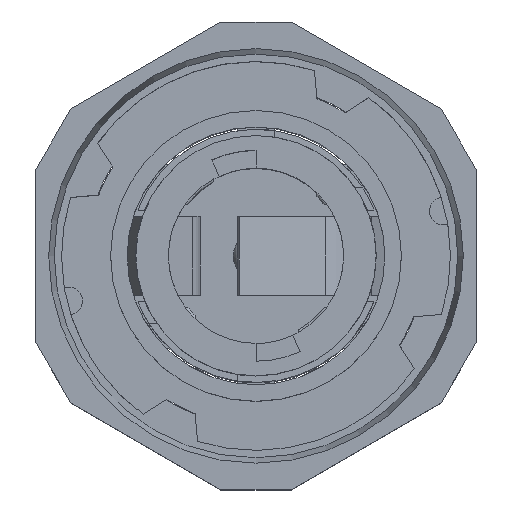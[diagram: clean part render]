
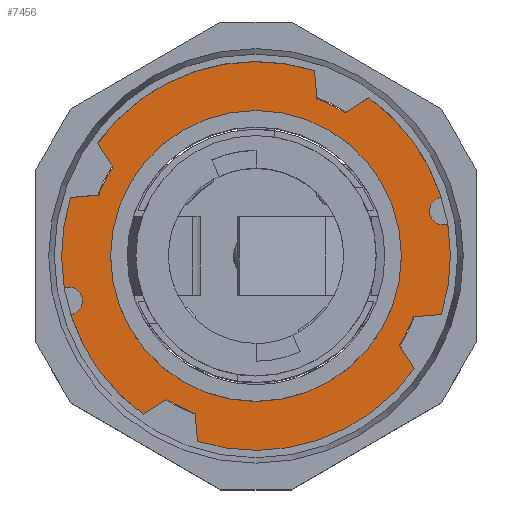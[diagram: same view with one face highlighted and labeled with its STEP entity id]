
A CAD part, top view. The second image highlights one B-rep face of the part: STEP entity #7456.
In plain terms, the highlighted planar face has unit normal (0, 0, 1).
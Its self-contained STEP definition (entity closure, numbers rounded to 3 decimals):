
#229=LINE($,#11343,#953);
#230=LINE($,#11345,#954);
#231=LINE($,#11348,#955);
#232=LINE($,#11350,#956);
#233=LINE($,#11354,#957);
#234=LINE($,#11356,#958);
#235=LINE($,#11359,#959);
#236=LINE($,#11361,#960);
#953=VECTOR($,#8967,1.535);
#954=VECTOR($,#8968,1.535);
#955=VECTOR($,#8971,1.535);
#956=VECTOR($,#8972,1.535);
#957=VECTOR($,#8977,1.535);
#958=VECTOR($,#8978,1.535);
#959=VECTOR($,#8981,1.535);
#960=VECTOR($,#8982,1.535);
#1570=PLANE($,#7955);
#1808=FACE_BOUND($,#2328,.T.);
#1809=FACE_BOUND($,#2329,.T.);
#2328=EDGE_LOOP($,(#5426));
#2329=EDGE_LOOP($,(#5427,#5428,#5429,#5430,#5431,#5432,#5433,#5434,#5435,
#5436,#5437,#5438,#5439,#5440,#5441,#5442,#5443,#5444,#5445,#5446));
#2733=CIRCLE($,#7863,9.2);
#2735=CIRCLE($,#7865,9.2);
#2737=CIRCLE($,#7867,9.2);
#2739=CIRCLE($,#7869,9.2);
#2766=CIRCLE($,#7947,0.75);
#2769=CIRCLE($,#7952,0.75);
#2771=CIRCLE($,#7956,7.925);
#2772=CIRCLE($,#7957,10.6);
#2773=CIRCLE($,#7958,10.6);
#2774=CIRCLE($,#7959,10.6);
#2775=CIRCLE($,#7960,10.6);
#2776=CIRCLE($,#7961,10.6);
#2777=CIRCLE($,#7962,10.6);
#3175=VERTEX_POINT($,#10963);
#3176=VERTEX_POINT($,#10965);
#3177=VERTEX_POINT($,#10967);
#3180=VERTEX_POINT($,#10973);
#3181=VERTEX_POINT($,#10975);
#3184=VERTEX_POINT($,#10981);
#3185=VERTEX_POINT($,#10983);
#3188=VERTEX_POINT($,#10989);
#3256=VERTEX_POINT($,#11320);
#3257=VERTEX_POINT($,#11322);
#3260=VERTEX_POINT($,#11331);
#3261=VERTEX_POINT($,#11333);
#3262=VERTEX_POINT($,#11339);
#3263=VERTEX_POINT($,#11341);
#3264=VERTEX_POINT($,#11344);
#3265=VERTEX_POINT($,#11346);
#3266=VERTEX_POINT($,#11349);
#3267=VERTEX_POINT($,#11352);
#3268=VERTEX_POINT($,#11355);
#3269=VERTEX_POINT($,#11357);
#3270=VERTEX_POINT($,#11360);
#3953=EDGE_CURVE($,#3177,#3176,#2733,.T.);
#3957=EDGE_CURVE($,#3181,#3180,#2735,.T.);
#3961=EDGE_CURVE($,#3185,#3184,#2737,.T.);
#3965=EDGE_CURVE($,#3175,#3188,#2739,.T.);
#4087=EDGE_CURVE($,#3257,#3256,#2766,.T.);
#4092=EDGE_CURVE($,#3261,#3260,#2769,.T.);
#4095=EDGE_CURVE($,#3262,#3262,#2771,.T.);
#4096=EDGE_CURVE($,#3256,#3263,#2772,.T.);
#4097=EDGE_CURVE($,#3263,#3175,#229,.T.);
#4098=EDGE_CURVE($,#3188,#3264,#230,.T.);
#4099=EDGE_CURVE($,#3264,#3265,#2773,.T.);
#4100=EDGE_CURVE($,#3265,#3185,#231,.T.);
#4101=EDGE_CURVE($,#3184,#3266,#232,.T.);
#4102=EDGE_CURVE($,#3266,#3261,#2774,.T.);
#4103=EDGE_CURVE($,#3260,#3267,#2775,.T.);
#4104=EDGE_CURVE($,#3267,#3181,#233,.T.);
#4105=EDGE_CURVE($,#3180,#3268,#234,.T.);
#4106=EDGE_CURVE($,#3268,#3269,#2776,.T.);
#4107=EDGE_CURVE($,#3269,#3177,#235,.T.);
#4108=EDGE_CURVE($,#3176,#3270,#236,.T.);
#4109=EDGE_CURVE($,#3270,#3257,#2777,.T.);
#5426=ORIENTED_EDGE($,*,*,#4095,.F.);
#5427=ORIENTED_EDGE($,*,*,#4087,.T.);
#5428=ORIENTED_EDGE($,*,*,#4096,.T.);
#5429=ORIENTED_EDGE($,*,*,#4097,.T.);
#5430=ORIENTED_EDGE($,*,*,#3965,.T.);
#5431=ORIENTED_EDGE($,*,*,#4098,.T.);
#5432=ORIENTED_EDGE($,*,*,#4099,.T.);
#5433=ORIENTED_EDGE($,*,*,#4100,.T.);
#5434=ORIENTED_EDGE($,*,*,#3961,.T.);
#5435=ORIENTED_EDGE($,*,*,#4101,.T.);
#5436=ORIENTED_EDGE($,*,*,#4102,.T.);
#5437=ORIENTED_EDGE($,*,*,#4092,.T.);
#5438=ORIENTED_EDGE($,*,*,#4103,.T.);
#5439=ORIENTED_EDGE($,*,*,#4104,.T.);
#5440=ORIENTED_EDGE($,*,*,#3957,.T.);
#5441=ORIENTED_EDGE($,*,*,#4105,.T.);
#5442=ORIENTED_EDGE($,*,*,#4106,.T.);
#5443=ORIENTED_EDGE($,*,*,#4107,.T.);
#5444=ORIENTED_EDGE($,*,*,#3953,.T.);
#5445=ORIENTED_EDGE($,*,*,#4108,.T.);
#5446=ORIENTED_EDGE($,*,*,#4109,.T.);
#7456=ADVANCED_FACE($,(#1808,#1809),#1570,.F.);
#7863=AXIS2_PLACEMENT_3D($,#10968,#8683,#8684);
#7865=AXIS2_PLACEMENT_3D($,#10976,#8689,#8690);
#7867=AXIS2_PLACEMENT_3D($,#10984,#8695,#8696);
#7869=AXIS2_PLACEMENT_3D($,#10991,#8701,#8702);
#7947=AXIS2_PLACEMENT_3D($,#11323,#8942,#8943);
#7952=AXIS2_PLACEMENT_3D($,#11334,#8954,#8955);
#7955=AXIS2_PLACEMENT_3D($,#11338,#8961,#8962);
#7956=AXIS2_PLACEMENT_3D($,#11340,#8963,#8964);
#7957=AXIS2_PLACEMENT_3D($,#11342,#8965,#8966);
#7958=AXIS2_PLACEMENT_3D($,#11347,#8969,#8970);
#7959=AXIS2_PLACEMENT_3D($,#11351,#8973,#8974);
#7960=AXIS2_PLACEMENT_3D($,#11353,#8975,#8976);
#7961=AXIS2_PLACEMENT_3D($,#11358,#8979,#8980);
#7962=AXIS2_PLACEMENT_3D($,#11362,#8983,#8984);
#8683=DIRECTION('center_axis',(0.,0.,
1.));
#8684=DIRECTION('ref_axis',(0.849,-0.528,0.));
#8689=DIRECTION('center_axis',(0.,0.,
1.));
#8690=DIRECTION('ref_axis',(-0.528,-0.849,0.));
#8695=DIRECTION('center_axis',(0.,0.,
1.));
#8696=DIRECTION('ref_axis',(0.849,-0.528,0.));
#8701=DIRECTION('center_axis',(0.,0.,
1.));
#8702=DIRECTION('ref_axis',(-0.528,-0.849,0.));
#8942=DIRECTION('center_axis',(0.,0.,
-1.));
#8943=DIRECTION('ref_axis',(-0.137,0.991,0.));
#8954=DIRECTION('center_axis',(0.,0.,
-1.));
#8955=DIRECTION('ref_axis',(0.137,-0.991,0.));
#8961=DIRECTION('center_axis',(0.,0.,
-1.));
#8962=DIRECTION('ref_axis',(1.,0.,0.));
#8963=DIRECTION('center_axis',(0.,0.,
1.));
#8964=DIRECTION('ref_axis',(-1.,0.,0.));
#8965=DIRECTION('center_axis',(0.,0.,
1.));
#8966=DIRECTION('ref_axis',(-1.,0.,0.));
#8967=DIRECTION($,(-0.848,-0.531,0.));
#8968=DIRECTION($,(-0.086,0.996,0.));
#8969=DIRECTION('center_axis',(0.,0.,
1.));
#8970=DIRECTION('ref_axis',(-1.,0.,0.));
#8971=DIRECTION($,(0.531,-0.848,0.));
#8972=DIRECTION($,(-0.996,-0.086,0.));
#8973=DIRECTION('center_axis',(0.,0.,
1.));
#8974=DIRECTION('ref_axis',(-1.,0.,0.));
#8975=DIRECTION('center_axis',(0.,0.,
1.));
#8976=DIRECTION('ref_axis',(-1.,0.,0.));
#8977=DIRECTION($,(0.848,0.531,0.));
#8978=DIRECTION($,(0.086,-0.996,0.));
#8979=DIRECTION('center_axis',(0.,0.,
1.));
#8980=DIRECTION('ref_axis',(-1.,0.,0.));
#8981=DIRECTION($,(-0.531,0.848,0.));
#8982=DIRECTION($,(0.996,0.086,0.));
#8983=DIRECTION('center_axis',(0.,0.,
1.));
#8984=DIRECTION('ref_axis',(-1.,0.,0.));
#10963=CARTESIAN_POINT('',(-28.073,-9.594,72.9));
#10965=CARTESIAN_POINT('',(-24.347,-20.729,72.9));
#10967=CARTESIAN_POINT('',(-25.112,-22.264,72.9));
#10968=CARTESIAN_POINT('Origin',(-32.927,-17.409,72.9));
#10973=CARTESIAN_POINT('',(-36.247,-25.989,72.9));
#10975=CARTESIAN_POINT('',(-37.782,-25.224,72.9));
#10976=CARTESIAN_POINT('Origin',(-32.927,-17.409,72.9));
#10981=CARTESIAN_POINT('',(-41.507,-14.089,72.9));
#10983=CARTESIAN_POINT('',(-40.742,-12.555,72.9));
#10984=CARTESIAN_POINT('Origin',(-32.927,-17.409,72.9));
#10989=CARTESIAN_POINT('',(-29.608,-8.829,72.9));
#10991=CARTESIAN_POINT('Origin',(-32.927,-17.409,72.9));
#11320=CARTESIAN_POINT('',(-22.82,-14.215,72.9));
#11322=CARTESIAN_POINT('',(-22.471,-15.667,72.9));
#11323=CARTESIAN_POINT('Origin',(-22.717,-14.958,72.9));
#11331=CARTESIAN_POINT('',(-43.035,-20.603,72.9));
#11333=CARTESIAN_POINT('',(-43.383,-19.152,72.9));
#11334=CARTESIAN_POINT('Origin',(-43.137,-19.86,72.9));
#11338=CARTESIAN_POINT('Origin',(-42.19,-17.409,72.9));
#11339=CARTESIAN_POINT('',(-40.852,-17.409,72.9));
#11340=CARTESIAN_POINT('Origin',(-32.927,-17.409,72.9));
#11341=CARTESIAN_POINT('',(-26.772,-8.78,72.9));
#11342=CARTESIAN_POINT('Origin',(-32.927,-17.409,72.9));
#11343=CARTESIAN_POINT($,(-34.9,-13.87,72.9));
#11344=CARTESIAN_POINT('',(-29.74,-7.3,72.9));
#11345=CARTESIAN_POINT($,(-29.352,-11.783,72.9));
#11346=CARTESIAN_POINT('',(-41.557,-11.254,72.9));
#11347=CARTESIAN_POINT('Origin',(-32.927,-17.409,72.9));
#11348=CARTESIAN_POINT($,(-39.854,-13.972,72.9));
#11349=CARTESIAN_POINT('',(-43.037,-14.222,72.9));
#11350=CARTESIAN_POINT($,(-42.753,-14.197,72.9));
#11351=CARTESIAN_POINT('Origin',(-32.927,-17.409,72.9));
#11352=CARTESIAN_POINT('',(-39.083,-26.039,72.9));
#11353=CARTESIAN_POINT('Origin',(-32.927,-17.409,72.9));
#11354=CARTESIAN_POINT($,(-37.607,-25.115,72.9));
#11355=CARTESIAN_POINT('',(-36.115,-27.519,72.9));
#11356=CARTESIAN_POINT($,(-36.571,-22.241,72.9));
#11357=CARTESIAN_POINT('',(-24.298,-23.565,72.9));
#11358=CARTESIAN_POINT('Origin',(-32.927,-17.409,72.9));
#11359=CARTESIAN_POINT($,(-28.61,-16.679,72.9));
#11360=CARTESIAN_POINT('',(-22.818,-20.597,72.9));
#11361=CARTESIAN_POINT($,(-32.295,-21.416,72.9));
#11362=CARTESIAN_POINT('Origin',(-32.927,-17.409,72.9));
